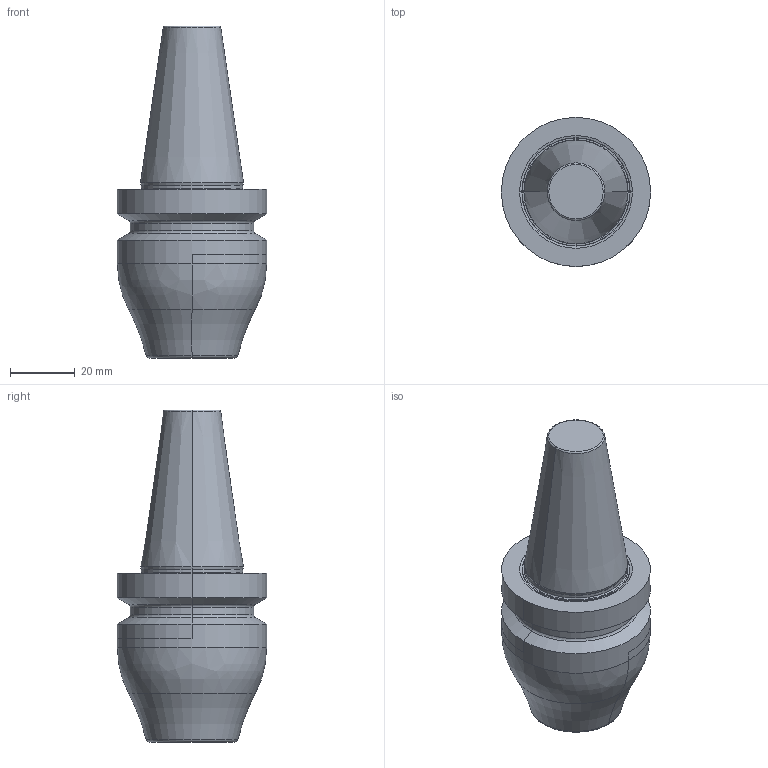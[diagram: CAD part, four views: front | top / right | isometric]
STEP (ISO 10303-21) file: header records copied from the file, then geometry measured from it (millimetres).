
FILE_DESCRIPTION((''),'2;1');
FILE_NAME('607545176-000-00-E43','2021-08-12T09:35:15',('reuterm'),(''),'CREO PARAMETRIC BY PTC INC, 2019030','CREO PARAMETRIC BY PTC INC, 2019030','');
FILE_SCHEMA(('AP242_MANAGED_MODEL_BASED_3D_ENGINEERING_MIM_LF { 1 0 10303 442 1 1 4 }'));
Length unit declared in the file: millimetre
Products named in the file (1): 607545176-000-00-E43
Bounding box: 46 x 46 x 102.4 mm (x, y, z)
Volume: 92464.1 mm3; surface area: 14054.1 mm2
Topology: 1 solids, 1 shells, 45 faces, 92 edges, 52 vertices
Faces by surface type: torus 18, cylinder 10, cone 10, plane 5, bspline 2
Entity records: 2405 total; most frequent: DIRECTION 283, CARTESIAN_POINT 263, ORIENTED_EDGE 184, AXIS2_PLACEMENT_3D 130, PROPERTY_DEFINITION 111, REPRESENTATION 110, PROPERTY_DEFINITION_REPRESENTATION 110, GENERAL_PROPERTY 104
